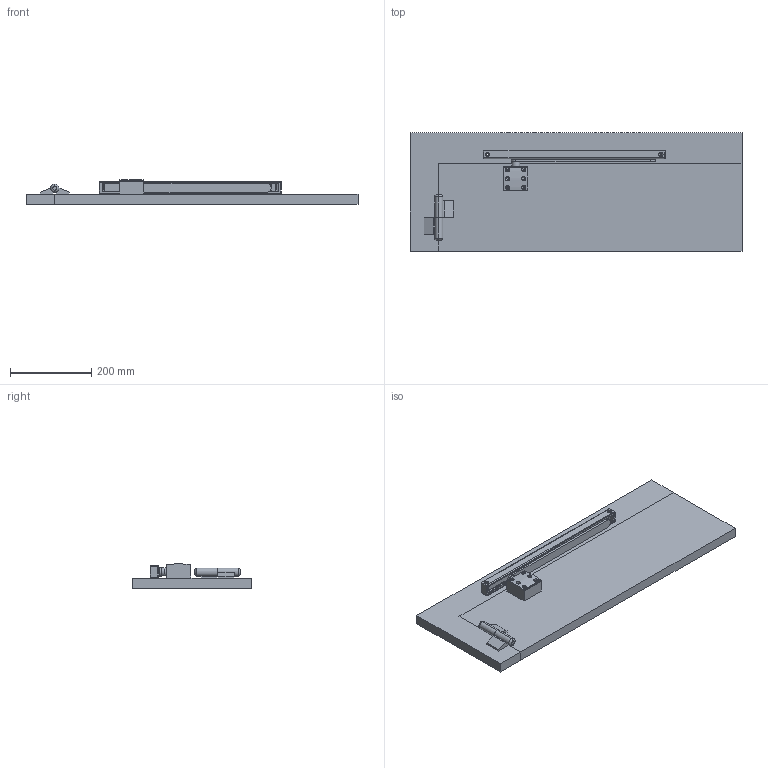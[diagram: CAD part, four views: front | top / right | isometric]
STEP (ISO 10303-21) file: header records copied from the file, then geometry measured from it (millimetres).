
FILE_DESCRIPTION(('CoCreate Modeling STEP Export'),'2;1');
FILE_NAME('DREHLAGER_20526-K-002.stp','2011-04-27T14:58:21',(''),(''),'CoCreate Modeling STEP processor for AP214 (Solid Model)','CoCreate Modeling 17.0B 09-Oct-2010 (C) Parametric Technology GmbH','');
FILE_SCHEMA(('AUTOMOTIVE_DESIGN { 1 0 10303 214 1 1 1 1 }'));
Length unit declared in the file: millimetre
Products named in the file (10): 20526-2-0218; Fluegel; Rahmen; K_Einbau_TS5000; 20521-2-0200; 20520-2-0203; 20521-6-0930_02; TS5000; 91294A221.2; DREHLAGER_20526-K-002
Assembly tree (12 placements, depth 3):
  DREHLAGER_20526-K-002
    91294A221.2  x4
    TS5000
      20521-6-0930_02
      20520-2-0203
      20521-2-0200
    K_Einbau_TS5000
      Rahmen
      Fluegel
    20526-2-0218
Bounding box: 819.5 x 291.4 x 60 mm (x, y, z)
Volume: 6378063.8 mm3; surface area: 699016.4 mm2
Topology: 10 solids, 11 shells, 1147 faces, 3110 edges, 2004 vertices
Faces by surface type: plane 491, cylinder 467, cone 88, bspline 50, torus 30, extrusion 21
Entity records: 37595 total; most frequent: CARTESIAN_POINT 18465, ORIENTED_EDGE 4390, DIRECTION 3278, EDGE_CURVE 2195, VECTOR 1438, VERTEX_POINT 1419, LINE 1417, AXIS2_PLACEMENT_3D 920
